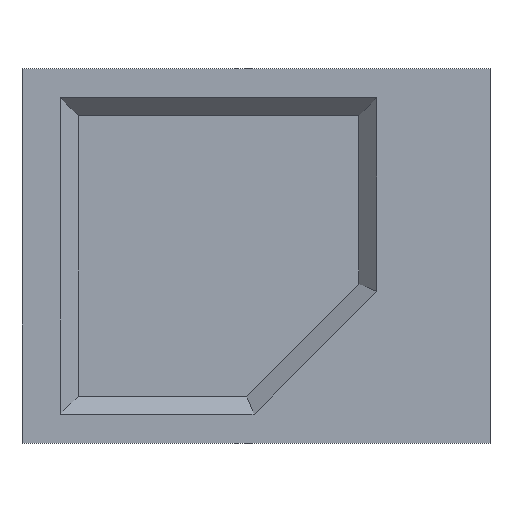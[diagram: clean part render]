
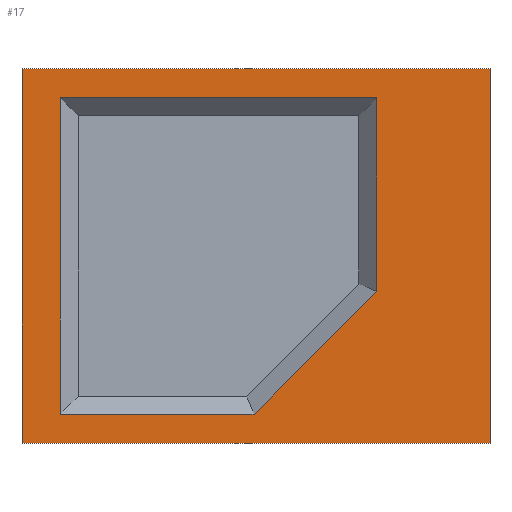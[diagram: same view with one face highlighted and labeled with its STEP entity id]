
A CAD part, top view. The second image highlights one B-rep face of the part: STEP entity #17.
In plain terms, the highlighted planar face has unit normal (0, 0, 1).
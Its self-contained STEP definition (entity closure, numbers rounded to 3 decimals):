
#17 = ADVANCED_FACE('',(#18,#60),#94,.T.);
#18 = FACE_BOUND('',#19,.T.);
#19 = EDGE_LOOP('',(#20,#30,#38,#46,#54));
#20 = ORIENTED_EDGE('',*,*,#21,.F.);
#21 = EDGE_CURVE('',#22,#24,#26,.T.);
#22 = VERTEX_POINT('',#23);
#23 = CARTESIAN_POINT('',(-1.69,-1.69,0.9));
#24 = VERTEX_POINT('',#25);
#25 = CARTESIAN_POINT('',(0.379,-1.69,0.9));
#26 = LINE('',#27,#28);
#27 = CARTESIAN_POINT('',(-1.5,-1.69,0.9));
#28 = VECTOR('',#29,1.);
#29 = DIRECTION('',(1.,0.,0.));
#30 = ORIENTED_EDGE('',*,*,#31,.F.);
#31 = EDGE_CURVE('',#32,#22,#34,.T.);
#32 = VERTEX_POINT('',#33);
#33 = CARTESIAN_POINT('',(-1.69,1.69,0.9));
#34 = LINE('',#35,#36);
#35 = CARTESIAN_POINT('',(-1.69,1.5,0.9));
#36 = VECTOR('',#37,1.);
#37 = DIRECTION('',(0.,-1.,0.));
#38 = ORIENTED_EDGE('',*,*,#39,.F.);
#39 = EDGE_CURVE('',#40,#32,#42,.T.);
#40 = VERTEX_POINT('',#41);
#41 = CARTESIAN_POINT('',(1.69,1.69,0.9));
#42 = LINE('',#43,#44);
#43 = CARTESIAN_POINT('',(1.5,1.69,0.9));
#44 = VECTOR('',#45,1.);
#45 = DIRECTION('',(-1.,0.,0.));
#46 = ORIENTED_EDGE('',*,*,#47,.F.);
#47 = EDGE_CURVE('',#48,#40,#50,.T.);
#48 = VERTEX_POINT('',#49);
#49 = CARTESIAN_POINT('',(1.69,-0.379,0.9));
#50 = LINE('',#51,#52);
#51 = CARTESIAN_POINT('',(1.69,-0.3,0.9));
#52 = VECTOR('',#53,1.);
#53 = DIRECTION('',(0.,1.,0.));
#54 = ORIENTED_EDGE('',*,*,#55,.F.);
#55 = EDGE_CURVE('',#24,#48,#56,.T.);
#56 = LINE('',#57,#58);
#57 = CARTESIAN_POINT('',(0.434,-1.634,0.9));
#58 = VECTOR('',#59,1.);
#59 = DIRECTION('',(0.707,0.707,0.));
#60 = FACE_BOUND('',#61,.T.);
#61 = EDGE_LOOP('',(#62,#72,#80,#88));
#62 = ORIENTED_EDGE('',*,*,#63,.F.);
#63 = EDGE_CURVE('',#64,#66,#68,.T.);
#64 = VERTEX_POINT('',#65);
#65 = CARTESIAN_POINT('',(-2.1,2.,0.9));
#66 = VERTEX_POINT('',#67);
#67 = CARTESIAN_POINT('',(2.9,2.,0.9));
#68 = LINE('',#69,#70);
#69 = CARTESIAN_POINT('',(-2.1,2.,0.9));
#70 = VECTOR('',#71,1.);
#71 = DIRECTION('',(1.,0.,0.));
#72 = ORIENTED_EDGE('',*,*,#73,.F.);
#73 = EDGE_CURVE('',#74,#64,#76,.T.);
#74 = VERTEX_POINT('',#75);
#75 = CARTESIAN_POINT('',(-2.1,-2.,0.9));
#76 = LINE('',#77,#78);
#77 = CARTESIAN_POINT('',(-2.1,-2.,0.9));
#78 = VECTOR('',#79,1.);
#79 = DIRECTION('',(0.,1.,0.));
#80 = ORIENTED_EDGE('',*,*,#81,.F.);
#81 = EDGE_CURVE('',#82,#74,#84,.T.);
#82 = VERTEX_POINT('',#83);
#83 = CARTESIAN_POINT('',(2.9,-2.,0.9));
#84 = LINE('',#85,#86);
#85 = CARTESIAN_POINT('',(2.9,-2.,0.9));
#86 = VECTOR('',#87,1.);
#87 = DIRECTION('',(-1.,0.,0.));
#88 = ORIENTED_EDGE('',*,*,#89,.F.);
#89 = EDGE_CURVE('',#66,#82,#90,.T.);
#90 = LINE('',#91,#92);
#91 = CARTESIAN_POINT('',(2.9,2.,0.9));
#92 = VECTOR('',#93,1.);
#93 = DIRECTION('',(0.,-1.,0.));
#94 = PLANE('',#95);
#95 = AXIS2_PLACEMENT_3D('',#96,#97,#98);
#96 = CARTESIAN_POINT('',(-2.1,2.,0.9));
#97 = DIRECTION('',(0.,0.,1.));
#98 = DIRECTION('',(1.,0.,0.));
